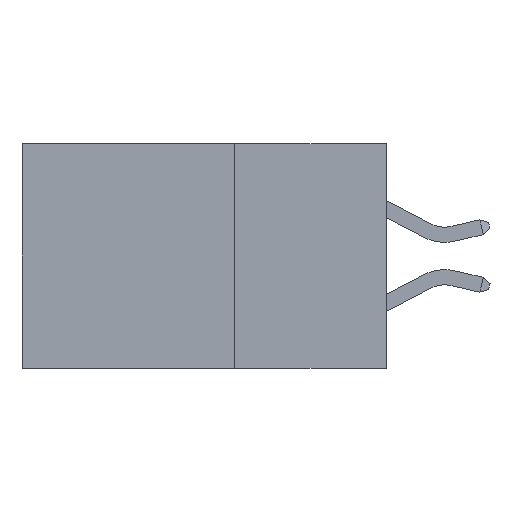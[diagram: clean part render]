
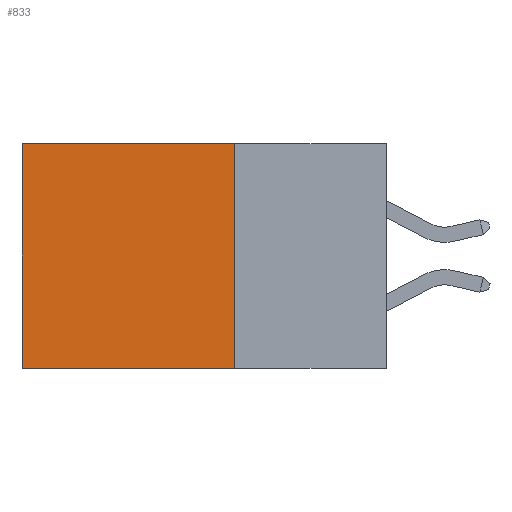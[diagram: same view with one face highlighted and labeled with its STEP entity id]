
A CAD part, left-side view. The second image highlights one B-rep face of the part: STEP entity #833.
In plain terms, the highlighted planar face has unit normal (-1, 0, 0).
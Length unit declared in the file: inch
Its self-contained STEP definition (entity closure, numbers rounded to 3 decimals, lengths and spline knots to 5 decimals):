
#49 = CARTESIAN_POINT ( 'NONE',  ( 0.298, 0.25, 0. ) ) ;
#502 = EDGE_CURVE ( 'NONE', #7264, #6627, #2469, .T. ) ;
#833 = ADVANCED_FACE ( 'NONE', ( #5429 ), #4493, .F. ) ;
#1016 = CARTESIAN_POINT ( 'NONE',  ( 0.298, 0.6, -0.37 ) ) ;
#1216 = ORIENTED_EDGE ( 'NONE', *, *, #2855, .T. ) ;
#1754 = CARTESIAN_POINT ( 'NONE',  ( 0.298, 0.6, 0. ) ) ;
#1847 = LINE ( 'NONE', #11864, #13344 ) ;
#2119 = VECTOR ( 'NONE', #5927, 39.37008 ) ;
#2469 = LINE ( 'NONE', #12339, #8098 ) ;
#2855 = EDGE_CURVE ( 'NONE', #2955, #14158, #1847, .T. ) ;
#2890 = DIRECTION ( 'NONE',  ( 0., 0., -1. ) ) ;
#2955 = VERTEX_POINT ( 'NONE', #1754 ) ;
#3452 = ORIENTED_EDGE ( 'NONE', *, *, #502, .F. ) ;
#4493 = PLANE ( 'NONE',  #10675 ) ;
#5000 = CARTESIAN_POINT ( 'NONE',  ( 0.298, 0.25, 0. ) ) ;
#5066 = EDGE_CURVE ( 'NONE', #7264, #2955, #9168, .T. ) ;
#5212 = DIRECTION ( 'NONE',  ( 0., 1., 0. ) ) ;
#5429 = FACE_OUTER_BOUND ( 'NONE', #12261, .T. ) ;
#5927 = DIRECTION ( 'NONE',  ( 0., 1., 0. ) ) ;
#6215 = CARTESIAN_POINT ( 'NONE',  ( 0.298, 0.25, -0.37 ) ) ;
#6403 = CARTESIAN_POINT ( 'NONE',  ( 0.298, 0.25, -0.37 ) ) ;
#6627 = VERTEX_POINT ( 'NONE', #6215 ) ;
#6965 = CARTESIAN_POINT ( 'NONE',  ( 0.298, 0.25, 0. ) ) ;
#7264 = VERTEX_POINT ( 'NONE', #5000 ) ;
#7911 = DIRECTION ( 'NONE',  ( 0., 0., -1. ) ) ;
#8098 = VECTOR ( 'NONE', #13559, 39.37008 ) ;
#9168 = LINE ( 'NONE', #6965, #2119 ) ;
#9389 = ORIENTED_EDGE ( 'NONE', *, *, #5066, .T. ) ;
#10479 = VECTOR ( 'NONE', #5212, 39.37008 ) ;
#10675 = AXIS2_PLACEMENT_3D ( 'NONE', #49, #11253, #7911 ) ;
#10997 = EDGE_CURVE ( 'NONE', #6627, #14158, #14531, .T. ) ;
#11253 = DIRECTION ( 'NONE',  ( 1., 0., 0. ) ) ;
#11864 = CARTESIAN_POINT ( 'NONE',  ( 0.298, 0.6, 0. ) ) ;
#12261 = EDGE_LOOP ( 'NONE', ( #1216, #12726, #3452, #9389 ) ) ;
#12339 = CARTESIAN_POINT ( 'NONE',  ( 0.298, 0.25, 0. ) ) ;
#12726 = ORIENTED_EDGE ( 'NONE', *, *, #10997, .F. ) ;
#13344 = VECTOR ( 'NONE', #2890, 39.37008 ) ;
#13559 = DIRECTION ( 'NONE',  ( 0., 0., -1. ) ) ;
#14158 = VERTEX_POINT ( 'NONE', #1016 ) ;
#14531 = LINE ( 'NONE', #6403, #10479 ) ;
